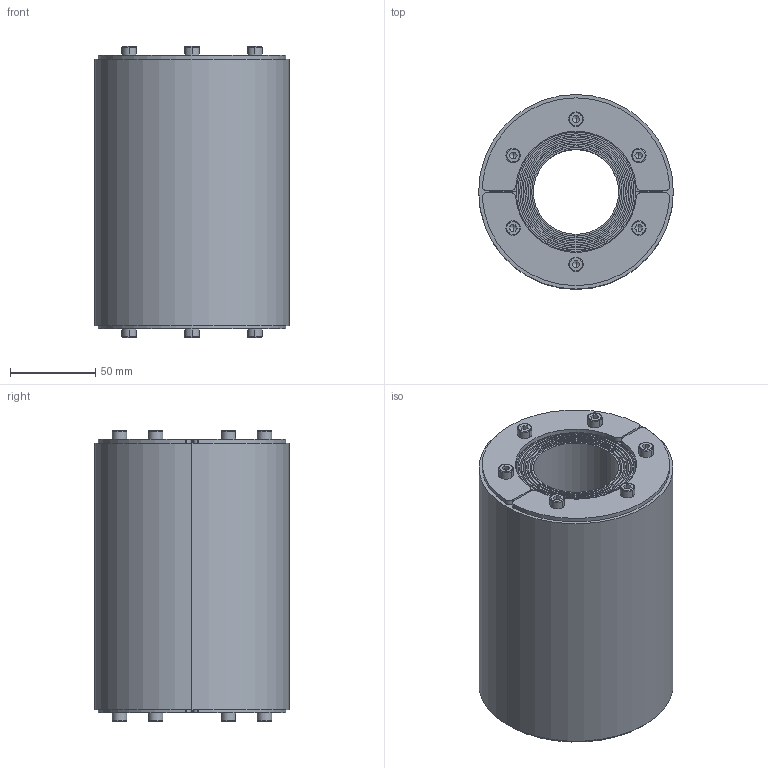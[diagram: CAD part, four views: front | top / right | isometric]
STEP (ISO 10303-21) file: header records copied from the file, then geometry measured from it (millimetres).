
FILE_DESCRIPTION((''),'2;1');
FILE_NAME('PPS CRS 100.stp','2005-03-29T09:22:41',(''),(''),'Mechanical Desktop 2005','Mechanical Desktop 2005',', , ');
FILE_SCHEMA(('CONFIG_CONTROL_DESIGN'));
Length unit declared in the file: millimetre
Products named in the file (11): DRAWING2; PART1; RS100A; HALF; FRONT; REAR ; RUBBER; CYLINDER HEAD CAP SCREW - DIN 912 - M5 X 45; PART2; RS100; A3-LLOGO
Assembly tree (14 placements, depth 4):
  DRAWING2
    PART1
    RS100A  x2
      HALF
        FRONT
        REAR 
        RUBBER
        CYLINDER HEAD CAP SCREW - DIN 912 - M5 X 45  x3
    PART2
    RS100
      A3-LLOGO
Bounding box: 114 x 114 x 170.5 mm (x, y, z)
Volume: 902201.4 mm3; surface area: 396628.1 mm2
Topology: 46 solids, 46 shells, 612 faces, 1452 edges, 946 vertices
Faces by surface type: cylinder 264, plane 252, cone 72, bspline 24
Entity records: 3682 total; most frequent: CARTESIAN_POINT 676, DIRECTION 642, ORIENTED_EDGE 530, EDGE_CURVE 265, AXIS2_PLACEMENT_3D 258, VERTEX_POINT 176, EDGE_LOOP 139, CIRCLE 131
